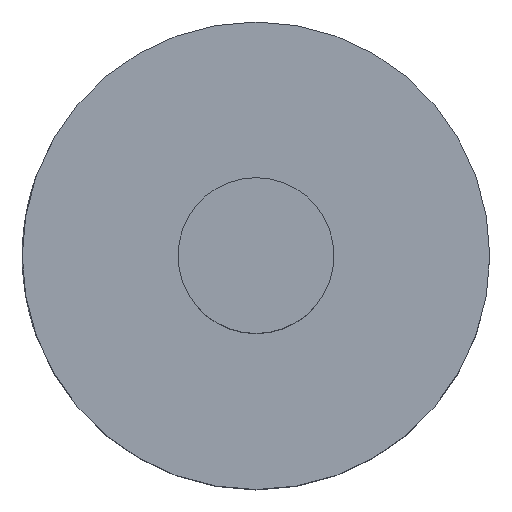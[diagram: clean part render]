
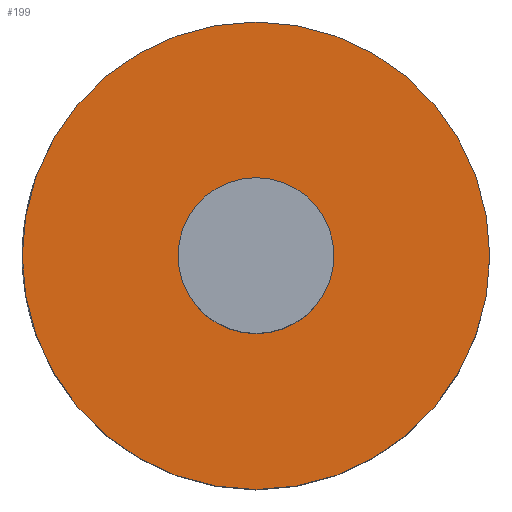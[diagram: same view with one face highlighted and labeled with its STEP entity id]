
A CAD part, top view. The second image highlights one B-rep face of the part: STEP entity #199.
In plain terms, the highlighted planar face has unit normal (0, 0, 1).
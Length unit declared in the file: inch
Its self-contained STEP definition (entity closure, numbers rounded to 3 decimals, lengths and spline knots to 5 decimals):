
#17 = DIRECTION ( 'NONE',  ( 1., 0., 0. ) ) ;
#29 = VERTEX_POINT ( 'NONE', #431 ) ;
#35 = CARTESIAN_POINT ( 'NONE',  ( 0.375, 0., 0.1875 ) ) ;
#36 = CARTESIAN_POINT ( 'NONE',  ( 0., 0., 0.1875 ) ) ;
#37 = VERTEX_POINT ( 'NONE', #84 ) ;
#38 = PLANE ( 'NONE',  #192 ) ;
#71 = EDGE_LOOP ( 'NONE', ( #402, #153 ) ) ;
#84 = CARTESIAN_POINT ( 'NONE',  ( -0.125, 0., 0.1875 ) ) ;
#130 = EDGE_LOOP ( 'NONE', ( #155, #133 ) ) ;
#133 = ORIENTED_EDGE ( 'NONE', *, *, #309, .T. ) ;
#135 = CIRCLE ( 'NONE', #385, 0.375 ) ;
#138 = FACE_OUTER_BOUND ( 'NONE', #71, .T. ) ;
#140 = EDGE_CURVE ( 'NONE', #190, #231, #135, .T. ) ;
#152 = EDGE_CURVE ( 'NONE', #231, #190, #353, .T. ) ;
#153 = ORIENTED_EDGE ( 'NONE', *, *, #152, .T. ) ;
#155 = ORIENTED_EDGE ( 'NONE', *, *, #305, .T. ) ;
#169 = DIRECTION ( 'NONE',  ( 0., 0., 1. ) ) ;
#174 = CARTESIAN_POINT ( 'NONE',  ( -0.375, 0., 0.1875 ) ) ;
#186 = DIRECTION ( 'NONE',  ( 0., 0., -1. ) ) ;
#189 = DIRECTION ( 'NONE',  ( 1., 0., 0. ) ) ;
#190 = VERTEX_POINT ( 'NONE', #174 ) ;
#192 = AXIS2_PLACEMENT_3D ( 'NONE', #36, #169, #417 ) ;
#199 = ADVANCED_FACE ( 'NONE', ( #277, #138 ), #38, .T. ) ;
#215 = DIRECTION ( 'NONE',  ( 0., 0., 1. ) ) ;
#223 = AXIS2_PLACEMENT_3D ( 'NONE', #355, #400, #189 ) ;
#230 = CIRCLE ( 'NONE', #223, 0.125 ) ;
#231 = VERTEX_POINT ( 'NONE', #35 ) ;
#259 = DIRECTION ( 'NONE',  ( 1., 0., 0. ) ) ;
#263 = DIRECTION ( 'NONE',  ( 0., 0., 1. ) ) ;
#277 = FACE_BOUND ( 'NONE', #130, .T. ) ;
#305 = EDGE_CURVE ( 'NONE', #37, #29, #361, .T. ) ;
#309 = EDGE_CURVE ( 'NONE', #29, #37, #230, .T. ) ;
#325 = CARTESIAN_POINT ( 'NONE',  ( 0., 0., 0.1875 ) ) ;
#353 = CIRCLE ( 'NONE', #448, 0.375 ) ;
#355 = CARTESIAN_POINT ( 'NONE',  ( 0., 0., 0.1875 ) ) ;
#356 = CARTESIAN_POINT ( 'NONE',  ( 0., 0., 0.1875 ) ) ;
#361 = CIRCLE ( 'NONE', #429, 0.125 ) ;
#385 = AXIS2_PLACEMENT_3D ( 'NONE', #428, #215, #394 ) ;
#394 = DIRECTION ( 'NONE',  ( 1., 0., 0. ) ) ;
#400 = DIRECTION ( 'NONE',  ( 0., 0., -1. ) ) ;
#402 = ORIENTED_EDGE ( 'NONE', *, *, #140, .T. ) ;
#417 = DIRECTION ( 'NONE',  ( 1., 0., 0. ) ) ;
#428 = CARTESIAN_POINT ( 'NONE',  ( 0., 0., 0.1875 ) ) ;
#429 = AXIS2_PLACEMENT_3D ( 'NONE', #325, #186, #259 ) ;
#431 = CARTESIAN_POINT ( 'NONE',  ( 0.125, 0., 0.1875 ) ) ;
#448 = AXIS2_PLACEMENT_3D ( 'NONE', #356, #263, #17 ) ;
